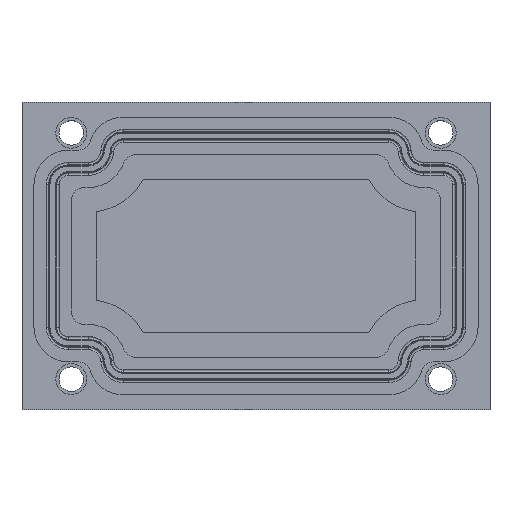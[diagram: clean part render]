
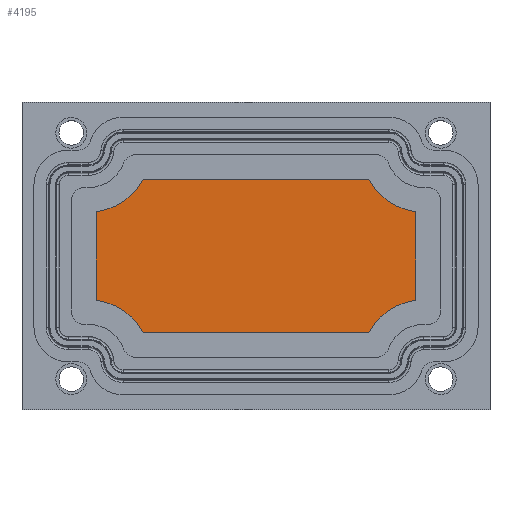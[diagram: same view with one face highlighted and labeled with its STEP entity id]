
A CAD part, top view. The second image highlights one B-rep face of the part: STEP entity #4195.
In plain terms, the highlighted planar face has unit normal (0, 0, 1).
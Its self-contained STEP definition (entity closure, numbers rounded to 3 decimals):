
#653 = AXIS2_PLACEMENT_3D ( 'NONE', #1691, #1769, #1766 ) ;
#810 = AXIS2_PLACEMENT_3D ( 'NONE', #1257, #1256, #1255 ) ;
#811 = AXIS2_PLACEMENT_3D ( 'NONE', #1242, #1241, #1240 ) ;
#812 = AXIS2_PLACEMENT_3D ( 'NONE', #1228, #1227, #1225 ) ;
#813 = AXIS2_PLACEMENT_3D ( 'NONE', #1216, #1215, #1214 ) ;
#1214 = DIRECTION ( 'NONE',  ( 1., 0., 0. ) ) ;
#1215 = DIRECTION ( 'NONE',  ( 0., 0., -1. ) ) ;
#1216 = CARTESIAN_POINT ( 'NONE',  ( 136.334, 86.45, 9.3 ) ) ;
#1222 = DIRECTION ( 'NONE',  ( 0., 1., 0. ) ) ;
#1224 = CARTESIAN_POINT ( 'NONE',  ( 129.738, -35.916, 9.3 ) ) ;
#1225 = DIRECTION ( 'NONE',  ( 1., 0., 0. ) ) ;
#1227 = DIRECTION ( 'NONE',  ( 0., 0., -1. ) ) ;
#1228 = CARTESIAN_POINT ( 'NONE',  ( 136.334, -86.45, 9.3 ) ) ;
#1229 = DIRECTION ( 'NONE',  ( -1., 0., 0. ) ) ;
#1231 = CARTESIAN_POINT ( 'NONE',  ( 91.49, 62.238, 9.3 ) ) ;
#1236 = DIRECTION ( 'NONE',  ( 1., 0., 0. ) ) ;
#1238 = CARTESIAN_POINT ( 'NONE',  ( -91.49, -62.238, 9.3 ) ) ;
#1240 = DIRECTION ( 'NONE',  ( 1., 0., 0. ) ) ;
#1241 = DIRECTION ( 'NONE',  ( 0., 0., -1. ) ) ;
#1242 = CARTESIAN_POINT ( 'NONE',  ( -136.334, -86.45, 9.3 ) ) ;
#1249 = DIRECTION ( 'NONE',  ( 0., -1., 0. ) ) ;
#1251 = CARTESIAN_POINT ( 'NONE',  ( -129.738, 35.916, 9.3 ) ) ;
#1255 = DIRECTION ( 'NONE',  ( 1., 0., 0. ) ) ;
#1256 = DIRECTION ( 'NONE',  ( 0., 0., -1. ) ) ;
#1257 = CARTESIAN_POINT ( 'NONE',  ( -136.334, 86.45, 9.3 ) ) ;
#1691 = CARTESIAN_POINT ( 'NONE',  ( -136.334, 86.45, 9.3 ) ) ;
#1766 = DIRECTION ( 'NONE',  ( 1., 0., 0. ) ) ;
#1767 = PLANE ( 'NONE',  #653 ) ;
#1769 = DIRECTION ( 'NONE',  ( 0., 0., 1. ) ) ;
#2105 = CIRCLE ( 'NONE', #810, 50.962 ) ;
#2109 = LINE ( 'NONE', #1251, #2112 ) ;
#2112 = VECTOR ( 'NONE', #1249, 1000. ) ;
#2113 = CIRCLE ( 'NONE', #811, 50.962 ) ;
#2116 = LINE ( 'NONE', #1238, #2119 ) ;
#2119 = VECTOR ( 'NONE', #1236, 1000. ) ;
#2120 = CIRCLE ( 'NONE', #812, 50.962 ) ;
#2123 = LINE ( 'NONE', #1224, #2126 ) ;
#2126 = VECTOR ( 'NONE', #1222, 1000. ) ;
#2127 = CIRCLE ( 'NONE', #813, 50.962 ) ;
#2448 = CARTESIAN_POINT ( 'NONE',  ( -129.738, -35.916, 9.3 ) ) ;
#2456 = CARTESIAN_POINT ( 'NONE',  ( -91.49, -62.238, 9.3 ) ) ;
#2511 = CARTESIAN_POINT ( 'NONE',  ( 129.738, -35.916, 9.3 ) ) ;
#2725 = CARTESIAN_POINT ( 'NONE',  ( 91.49, 62.238, 9.3 ) ) ;
#3157 = CARTESIAN_POINT ( 'NONE',  ( -129.738, 35.916, 9.3 ) ) ;
#3167 = CARTESIAN_POINT ( 'NONE',  ( 129.738, 35.916, 9.3 ) ) ;
#3173 = CARTESIAN_POINT ( 'NONE',  ( 91.49, -62.238, 9.3 ) ) ;
#3176 = CARTESIAN_POINT ( 'NONE',  ( -91.49, 62.238, 9.3 ) ) ;
#3347 = VERTEX_POINT ( 'NONE', #3176 ) ;
#3349 = VERTEX_POINT ( 'NONE', #3167 ) ;
#3351 = VERTEX_POINT ( 'NONE', #3157 ) ;
#3355 = VERTEX_POINT ( 'NONE', #2511 ) ;
#3358 = VERTEX_POINT ( 'NONE', #2448 ) ;
#3359 = VERTEX_POINT ( 'NONE', #2456 ) ;
#3365 = VERTEX_POINT ( 'NONE', #3173 ) ;
#3370 = VERTEX_POINT ( 'NONE', #2725 ) ;
#3976 = EDGE_LOOP ( 'NONE', ( #4314, #4244, #4239, #4326, #4308, #4309, #4322, #4241 ) ) ;
#4195 = ADVANCED_FACE ( 'NONE', ( #4936 ), #1767, .T. ) ;
#4239 = ORIENTED_EDGE ( 'NONE', *, *, #4719, .T. ) ;
#4241 = ORIENTED_EDGE ( 'NONE', *, *, #4728, .T. ) ;
#4244 = ORIENTED_EDGE ( 'NONE', *, *, #4717, .T. ) ;
#4308 = ORIENTED_EDGE ( 'NONE', *, *, #4723, .T. ) ;
#4309 = ORIENTED_EDGE ( 'NONE', *, *, #4725, .T. ) ;
#4314 = ORIENTED_EDGE ( 'NONE', *, *, #4714, .T. ) ;
#4322 = ORIENTED_EDGE ( 'NONE', *, *, #4727, .T. ) ;
#4326 = ORIENTED_EDGE ( 'NONE', *, *, #4721, .T. ) ;
#4714 = EDGE_CURVE ( 'NONE', #3347, #3351, #2105, .T. ) ;
#4717 = EDGE_CURVE ( 'NONE', #3351, #3358, #2109, .T. ) ;
#4719 = EDGE_CURVE ( 'NONE', #3358, #3359, #2113, .T. ) ;
#4721 = EDGE_CURVE ( 'NONE', #3359, #3365, #2116, .T. ) ;
#4723 = EDGE_CURVE ( 'NONE', #3365, #3355, #2120, .T. ) ;
#4725 = EDGE_CURVE ( 'NONE', #3355, #3349, #2123, .T. ) ;
#4727 = EDGE_CURVE ( 'NONE', #3349, #3370, #2127, .T. ) ;
#4728 = EDGE_CURVE ( 'NONE', #3370, #3347, #5018, .T. ) ;
#4936 = FACE_OUTER_BOUND ( 'NONE', #3976, .T. ) ;
#5018 = LINE ( 'NONE', #1231, #5019 ) ;
#5019 = VECTOR ( 'NONE', #1229, 1000. ) ;
